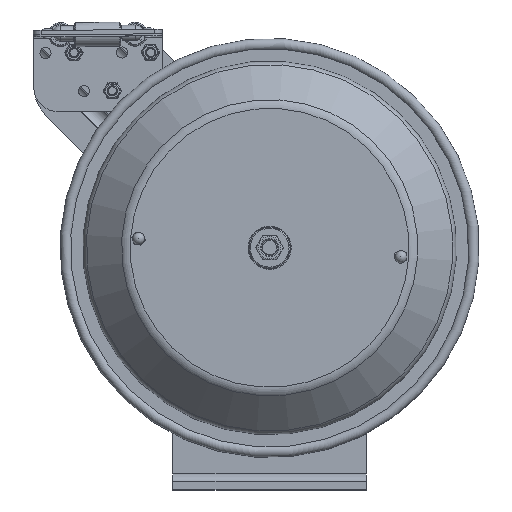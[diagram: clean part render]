
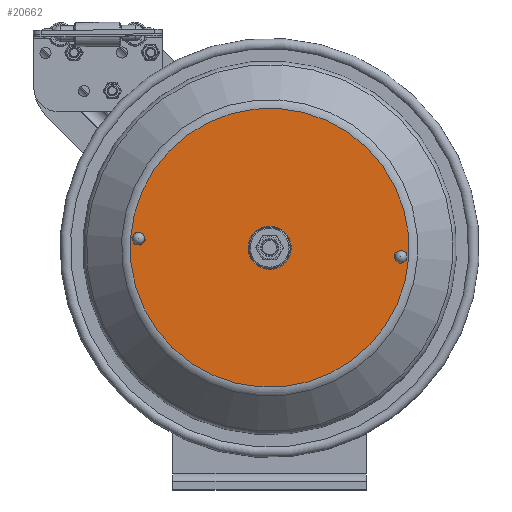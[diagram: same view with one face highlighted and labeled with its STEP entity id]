
A CAD part, top view. The second image highlights one B-rep face of the part: STEP entity #20662.
In plain terms, the highlighted planar face has unit normal (0, 0, 1).
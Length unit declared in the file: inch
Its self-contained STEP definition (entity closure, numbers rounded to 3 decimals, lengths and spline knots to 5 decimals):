
#752=FACE_BOUND('',#4234,.T.);
#753=FACE_BOUND('',#4235,.T.);
#754=FACE_BOUND('',#4236,.T.);
#1982=CIRCLE('',#23031,4.325);
#1983=CIRCLE('',#23032,4.325);
#1985=CIRCLE('',#23035,0.67);
#1986=CIRCLE('',#23036,0.67);
#1987=CIRCLE('',#23037,0.11);
#1988=CIRCLE('',#23038,0.11);
#3171=FACE_OUTER_BOUND('',#4233,.T.);
#4233=EDGE_LOOP('',(#18039,#18040));
#4234=EDGE_LOOP('',(#18041,#18042));
#4235=EDGE_LOOP('',(#18043));
#4236=EDGE_LOOP('',(#18044));
#9804=VERTEX_POINT('',#36743);
#9805=VERTEX_POINT('',#36744);
#9806=VERTEX_POINT('',#36749);
#9807=VERTEX_POINT('',#36750);
#9808=VERTEX_POINT('',#36753);
#9809=VERTEX_POINT('',#36755);
#13002=EDGE_CURVE('',#9804,#9805,#1982,.T.);
#13003=EDGE_CURVE('',#9805,#9804,#1983,.T.);
#13005=EDGE_CURVE('',#9806,#9807,#1985,.T.);
#13006=EDGE_CURVE('',#9807,#9806,#1986,.T.);
#13007=EDGE_CURVE('',#9808,#9808,#1987,.T.);
#13008=EDGE_CURVE('',#9809,#9809,#1988,.T.);
#18039=ORIENTED_EDGE('',*,*,#13002,.T.);
#18040=ORIENTED_EDGE('',*,*,#13003,.T.);
#18041=ORIENTED_EDGE('',*,*,#13005,.F.);
#18042=ORIENTED_EDGE('',*,*,#13006,.F.);
#18043=ORIENTED_EDGE('',*,*,#13007,.T.);
#18044=ORIENTED_EDGE('',*,*,#13008,.T.);
#18884=PLANE('',#23034);
#20662=ADVANCED_FACE('',(#3171,#752,#753,#754),#18884,.T.);
#23031=AXIS2_PLACEMENT_3D('',#36745,#28819,#28820);
#23032=AXIS2_PLACEMENT_3D('',#36746,#28821,#28822);
#23034=AXIS2_PLACEMENT_3D('',#36748,#28825,#28826);
#23035=AXIS2_PLACEMENT_3D('',#36751,#28827,#28828);
#23036=AXIS2_PLACEMENT_3D('',#36752,#28829,#28830);
#23037=AXIS2_PLACEMENT_3D('',#36754,#28831,#28832);
#23038=AXIS2_PLACEMENT_3D('',#36756,#28833,#28834);
#28819=DIRECTION('center_axis',(0.,0.,
1.));
#28820=DIRECTION('ref_axis',(0.998,-0.069,0.));
#28821=DIRECTION('center_axis',(0.,0.,
1.));
#28822=DIRECTION('ref_axis',(0.998,-0.069,0.));
#28825=DIRECTION('center_axis',(0.,0.,
1.));
#28826=DIRECTION('ref_axis',(0.069,0.998,0.));
#28827=DIRECTION('center_axis',(0.,0.,
1.));
#28828=DIRECTION('ref_axis',(0.998,-0.069,0.));
#28829=DIRECTION('center_axis',(0.,0.,
1.));
#28830=DIRECTION('ref_axis',(0.998,-0.069,0.));
#28831=DIRECTION('center_axis',(0.,0.,
-1.));
#28832=DIRECTION('ref_axis',(-0.998,0.069,0.));
#28833=DIRECTION('center_axis',(0.,0.,
-1.));
#28834=DIRECTION('ref_axis',(-0.998,0.069,0.));
#36743=CARTESIAN_POINT('',(4.31456,-0.30028,6.6361));
#36744=CARTESIAN_POINT('',(-0.30028,-4.31456,6.6361));
#36745=CARTESIAN_POINT('Origin',(0.,0.,
6.6361));
#36746=CARTESIAN_POINT('Origin',(0.,0.,
6.6361));
#36748=CARTESIAN_POINT('Origin',(2.49147,-0.1734,6.6361));
#36749=CARTESIAN_POINT('',(0.66838,-0.04652,6.6361));
#36750=CARTESIAN_POINT('',(-0.66838,0.04652,6.6361));
#36751=CARTESIAN_POINT('Origin',(0.,0.,
6.6361));
#36752=CARTESIAN_POINT('Origin',(0.,0.,
6.6361));
#36753=CARTESIAN_POINT('',(3.95543,-0.27528,6.6361));
#36754=CARTESIAN_POINT('Origin',(4.06517,-0.28292,6.6361));
#36755=CARTESIAN_POINT('',(-4.1749,0.29056,6.6361));
#36756=CARTESIAN_POINT('Origin',(-4.06517,0.28292,6.6361));
